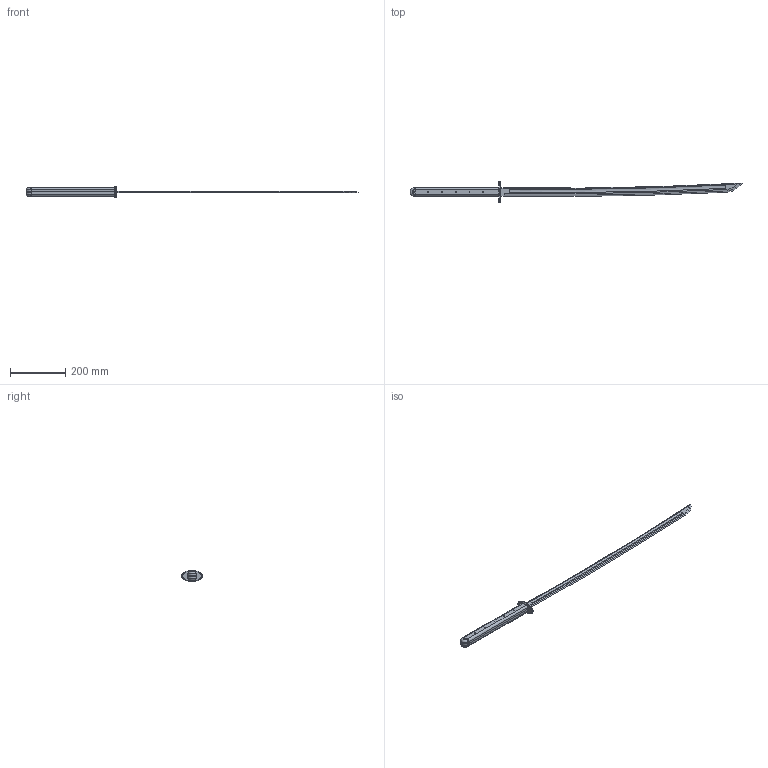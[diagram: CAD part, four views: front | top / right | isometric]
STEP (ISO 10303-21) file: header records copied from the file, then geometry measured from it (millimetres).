
FILE_DESCRIPTION(/* description */ ('STEP AP242','CAx-IF Rec.Pracs.---Representation and Presentation of Product Manufacturing Information (PMI)---4.0---2014-10-13','CAx-IF Rec.Pracs.---3D Tessellated Geometry---0.4---2014-09-14','2;1'),/* implementation_level */ '2;1');
FILE_NAME(/* name */ '658444ea95c19012d04d6bd9',/* time_stamp */ '2023-12-21T14:00:10Z',/* author */ (''),/* organization */ (''),/* preprocessor_version */ 'ST-DEVELOPER v19.4',/* originating_system */ ' ',/* authorisation */ ' ');
FILE_SCHEMA (('AP242_MANAGED_MODEL_BASED_3D_ENGINEERING_MIM_LF { 1 0 10303 442 1 1 4 }'));
Length unit declared in the file: metre
Products named in the file (6): TYPEKAY_ASM; TYPEK07; TYPEK08; TYPEK04; TYPEK02; TYPEK05
Assembly tree (12 placements, depth 2):
  TYPEKAY_ASM
    TYPEK07  x2
    TYPEK08  x6
    TYPEK04
    TYPEK02
    TYPEK05  x2
Bounding box: 1198.71 x 75 x 39.84 mm (x, y, z)
Volume: 415491.6 mm3; surface area: 137698 mm2
Topology: 12 solids, 12 shells, 155 faces, 384 edges, 255 vertices
Faces by surface type: plane 84, cylinder 52, cone 8, torus 6, bspline 5
Full cylindrical faces by diameter (mm): 3.175 x24
Entity records: 4711 total; most frequent: CARTESIAN_POINT 1957, DIRECTION 542, ORIENTED_EDGE 508, EDGE_CURVE 254, AXIS2_PLACEMENT_3D 196, VERTEX_POINT 175, LINE 150, VECTOR 150
